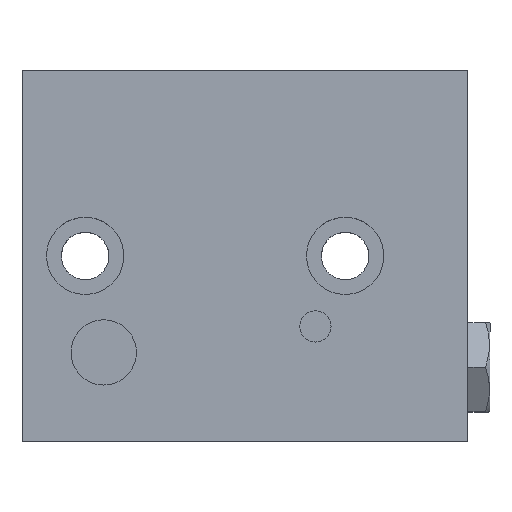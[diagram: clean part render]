
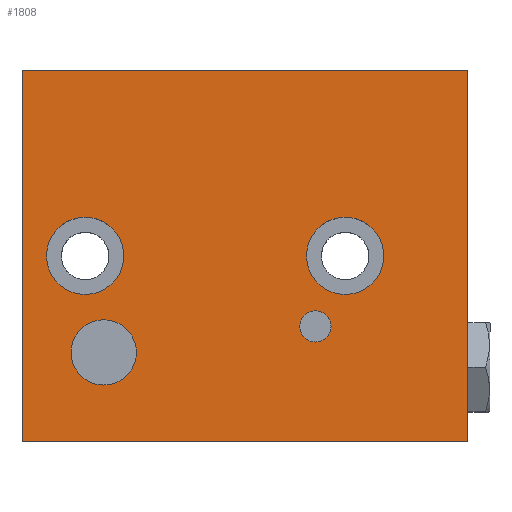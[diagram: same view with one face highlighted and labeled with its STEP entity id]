
A CAD part, top view. The second image highlights one B-rep face of the part: STEP entity #1808.
In plain terms, the highlighted planar face has unit normal (0, 0, 1).
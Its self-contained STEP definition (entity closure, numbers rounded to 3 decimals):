
#1549=CARTESIAN_POINT('',(-24.191,23.015,25.0));
#1550=VERTEX_POINT('',#1549);
#1551=CARTESIAN_POINT('',(35.809,23.015,25.0));
#1552=VERTEX_POINT('',#1551);
#1553=CARTESIAN_POINT('',(-24.191,23.015,25.0));
#1554=DIRECTION('',(1.0,0.0,0.0));
#1555=VECTOR('',#1554,60.0);
#1556=LINE('',#1553,#1555);
#1557=EDGE_CURVE('',#1550,#1552,#1556,.T.);
#1734=CARTESIAN_POINT('',(5.809,-1.985,25.0));
#1735=DIRECTION('',(0.0,0.0,1.0));
#1736=DIRECTION('',(1.0,0.0,0.0));
#1737=AXIS2_PLACEMENT_3D('',#1734,#1735,#1736);
#1738=PLANE('',#1737);
#1739=CARTESIAN_POINT('',(35.809,-26.985,25.0));
#1740=VERTEX_POINT('',#1739);
#1741=CARTESIAN_POINT('',(35.809,23.015,25.0));
#1742=DIRECTION('',(0.0,-1.0,0.0));
#1743=VECTOR('',#1742,50.0);
#1744=LINE('',#1741,#1743);
#1745=EDGE_CURVE('',#1552,#1740,#1744,.T.);
#1746=ORIENTED_EDGE('',*,*,#1745,.F.);
#1747=ORIENTED_EDGE('',*,*,#1557,.F.);
#1748=CARTESIAN_POINT('',(-24.191,-26.985,25.0));
#1749=VERTEX_POINT('',#1748);
#1750=CARTESIAN_POINT('',(-24.191,-26.985,25.0));
#1751=DIRECTION('',(0.0,1.0,0.0));
#1752=VECTOR('',#1751,50.);
#1753=LINE('',#1750,#1752);
#1754=EDGE_CURVE('',#1749,#1550,#1753,.T.);
#1755=ORIENTED_EDGE('',*,*,#1754,.F.);
#1756=CARTESIAN_POINT('',(35.809,-26.985,25.0));
#1757=DIRECTION('',(-1.0,0.0,0.0));
#1758=VECTOR('',#1757,60.0);
#1759=LINE('',#1756,#1758);
#1760=EDGE_CURVE('',#1740,#1749,#1759,.T.);
#1761=ORIENTED_EDGE('',*,*,#1760,.F.);
#1762=EDGE_LOOP('',(#1746,#1747,#1755,#1761));
#1763=FACE_OUTER_BOUND('',#1762,.T.);
#1764=CARTESIAN_POINT('',(-8.791,-14.985,25.0));
#1765=VERTEX_POINT('',#1764);
#1766=CARTESIAN_POINT('',(-13.191,-14.985,25.0));
#1767=DIRECTION('',(0.0,0.0,-1.0));
#1768=DIRECTION('',(1.0,0.0,0.0));
#1769=AXIS2_PLACEMENT_3D('',#1766,#1767,#1768);
#1770=CIRCLE('',#1769,4.4);
#1771=EDGE_CURVE('',#1765,#1765,#1770,.T.);
#1772=ORIENTED_EDGE('',*,*,#1771,.T.);
#1773=EDGE_LOOP('',(#1772));
#1774=FACE_BOUND('',#1773,.T.);
#1775=CARTESIAN_POINT('',(17.409,-11.485,25.0));
#1776=VERTEX_POINT('',#1775);
#1777=CARTESIAN_POINT('',(15.309,-11.485,25.0));
#1778=DIRECTION('',(0.0,0.0,-1.0));
#1779=DIRECTION('',(1.0,0.0,0.0));
#1780=AXIS2_PLACEMENT_3D('',#1777,#1778,#1779);
#1781=CIRCLE('',#1780,2.1);
#1782=EDGE_CURVE('',#1776,#1776,#1781,.T.);
#1783=ORIENTED_EDGE('',*,*,#1782,.T.);
#1784=EDGE_LOOP('',(#1783));
#1785=FACE_BOUND('',#1784,.T.);
#1786=CARTESIAN_POINT('',(-10.491,-1.985,25.0));
#1787=VERTEX_POINT('',#1786);
#1788=CARTESIAN_POINT('',(-15.691,-1.985,25.0));
#1789=DIRECTION('',(0.0,0.0,-1.0));
#1790=DIRECTION('',(1.0,0.0,0.0));
#1791=AXIS2_PLACEMENT_3D('',#1788,#1789,#1790);
#1792=CIRCLE('',#1791,5.2);
#1793=EDGE_CURVE('',#1787,#1787,#1792,.T.);
#1794=ORIENTED_EDGE('',*,*,#1793,.T.);
#1795=EDGE_LOOP('',(#1794));
#1796=FACE_BOUND('',#1795,.T.);
#1797=CARTESIAN_POINT('',(24.509,-1.985,25.0));
#1798=VERTEX_POINT('',#1797);
#1799=CARTESIAN_POINT('',(19.309,-1.985,25.0));
#1800=DIRECTION('',(0.0,0.0,-1.0));
#1801=DIRECTION('',(1.0,0.0,0.0));
#1802=AXIS2_PLACEMENT_3D('',#1799,#1800,#1801);
#1803=CIRCLE('',#1802,5.2);
#1804=EDGE_CURVE('',#1798,#1798,#1803,.T.);
#1805=ORIENTED_EDGE('',*,*,#1804,.T.);
#1806=EDGE_LOOP('',(#1805));
#1807=FACE_BOUND('',#1806,.T.);
#1808=ADVANCED_FACE('',(#1763,#1774,#1785,#1796,#1807),#1738,.T.);
